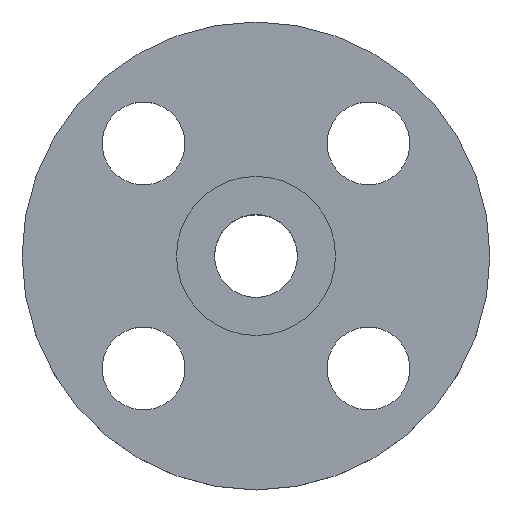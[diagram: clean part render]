
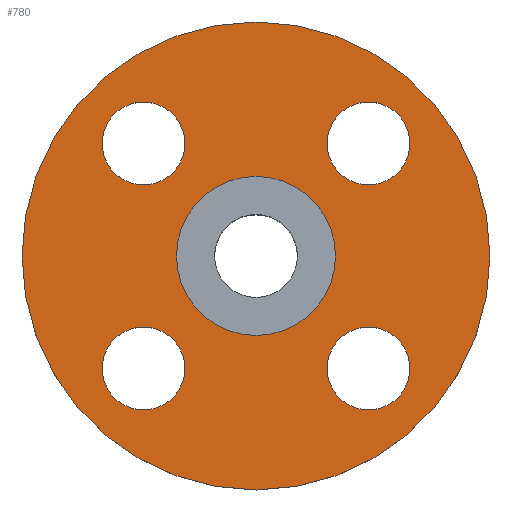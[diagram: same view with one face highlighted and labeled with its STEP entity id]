
A CAD part, top view. The second image highlights one B-rep face of the part: STEP entity #780.
In plain terms, the highlighted planar face has unit normal (0, 0, 1).
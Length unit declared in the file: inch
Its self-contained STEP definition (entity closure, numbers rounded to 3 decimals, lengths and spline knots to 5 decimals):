
#6 = AXIS2_PLACEMENT_3D ( 'NONE', #223, #85, #722 ) ;
#10 = VERTEX_POINT ( 'NONE', #111 ) ;
#15 = EDGE_LOOP ( 'NONE', ( #260, #342 ) ) ;
#25 = ORIENTED_EDGE ( 'NONE', *, *, #328, .T. ) ;
#37 = FACE_BOUND ( 'NONE', #585, .T. ) ;
#40 = CARTESIAN_POINT ( 'NONE',  ( 0., 0., 0. ) ) ;
#49 = DIRECTION ( 'NONE',  ( 0., 0., 1. ) ) ;
#53 = DIRECTION ( 'NONE',  ( 0., 0., 1. ) ) ;
#59 = ORIENTED_EDGE ( 'NONE', *, *, #737, .F. ) ;
#61 = DIRECTION ( 'NONE',  ( 1., 0., 0. ) ) ;
#70 = CARTESIAN_POINT ( 'NONE',  ( -0.84146, -0.84146, 0. ) ) ;
#85 = DIRECTION ( 'NONE',  ( 0., 0., 1. ) ) ;
#92 = FACE_OUTER_BOUND ( 'NONE', #179, .T. ) ;
#94 = ORIENTED_EDGE ( 'NONE', *, *, #283, .F. ) ;
#96 = CARTESIAN_POINT ( 'NONE',  ( 0.84146, -1.15146, 0. ) ) ;
#97 = ORIENTED_EDGE ( 'NONE', *, *, #372, .F. ) ;
#111 = CARTESIAN_POINT ( 'NONE',  ( 1.15146, 0.84146, 0. ) ) ;
#124 = VERTEX_POINT ( 'NONE', #214 ) ;
#137 = DIRECTION ( 'NONE',  ( 0., -1., 0. ) ) ;
#139 = DIRECTION ( 'NONE',  ( -1., 0., 0. ) ) ;
#142 = CIRCLE ( 'NONE', #304, 0.31 ) ;
#146 = AXIS2_PLACEMENT_3D ( 'NONE', #362, #53, #61 ) ;
#158 = ORIENTED_EDGE ( 'NONE', *, *, #485, .T. ) ;
#159 = DIRECTION ( 'NONE',  ( 1., 0., 0. ) ) ;
#162 = CIRCLE ( 'NONE', #523, 0.31 ) ;
#163 = DIRECTION ( 'NONE',  ( 0., 0., 1. ) ) ;
#169 = CIRCLE ( 'NONE', #339, 0.31 ) ;
#176 = CIRCLE ( 'NONE', #573, 0.31 ) ;
#179 = EDGE_LOOP ( 'NONE', ( #25, #158 ) ) ;
#187 = CARTESIAN_POINT ( 'NONE',  ( -0.84146, 0.84146, 0. ) ) ;
#191 = AXIS2_PLACEMENT_3D ( 'NONE', #650, #336, #718 ) ;
#193 = CARTESIAN_POINT ( 'NONE',  ( 0., 0., 0. ) ) ;
#196 = CARTESIAN_POINT ( 'NONE',  ( 0.84146, -0.84146, 0. ) ) ;
#214 = CARTESIAN_POINT ( 'NONE',  ( -0.84146, 0.53146, 0. ) ) ;
#220 = FACE_BOUND ( 'NONE', #595, .T. ) ;
#223 = CARTESIAN_POINT ( 'NONE',  ( 0., 0., 0. ) ) ;
#235 = CARTESIAN_POINT ( 'NONE',  ( -0.84146, 1.15146, 0. ) ) ;
#260 = ORIENTED_EDGE ( 'NONE', *, *, #759, .F. ) ;
#262 = DIRECTION ( 'NONE',  ( 0., 0., 1. ) ) ;
#273 = AXIS2_PLACEMENT_3D ( 'NONE', #196, #452, #137 ) ;
#274 = CARTESIAN_POINT ( 'NONE',  ( -0.53146, -0.84146, 0. ) ) ;
#283 = EDGE_CURVE ( 'NONE', #681, #633, #142, .T. ) ;
#285 = VERTEX_POINT ( 'NONE', #235 ) ;
#287 = CARTESIAN_POINT ( 'NONE',  ( 0., 0., 0. ) ) ;
#290 = DIRECTION ( 'NONE',  ( 0., 0., 1. ) ) ;
#300 = VERTEX_POINT ( 'NONE', #302 ) ;
#301 = CARTESIAN_POINT ( 'NONE',  ( 0.84146, -0.53146, 0. ) ) ;
#302 = CARTESIAN_POINT ( 'NONE',  ( -1.15146, -0.84146, 0. ) ) ;
#304 = AXIS2_PLACEMENT_3D ( 'NONE', #797, #49, #493 ) ;
#319 = EDGE_CURVE ( 'NONE', #285, #124, #162, .T. ) ;
#322 = CARTESIAN_POINT ( 'NONE',  ( -1.75, 0., 0. ) ) ;
#328 = EDGE_CURVE ( 'NONE', #466, #376, #610, .T. ) ;
#336 = DIRECTION ( 'NONE',  ( 0., 0., 1. ) ) ;
#339 = AXIS2_PLACEMENT_3D ( 'NONE', #698, #576, #684 ) ;
#342 = ORIENTED_EDGE ( 'NONE', *, *, #746, .F. ) ;
#348 = CARTESIAN_POINT ( 'NONE',  ( 0.84146, 0.84146, 0. ) ) ;
#352 = DIRECTION ( 'NONE',  ( 1., 0., 0. ) ) ;
#355 = DIRECTION ( 'NONE',  ( 0., 1., 0. ) ) ;
#362 = CARTESIAN_POINT ( 'NONE',  ( 0., 0., 0. ) ) ;
#372 = EDGE_CURVE ( 'NONE', #300, #804, #636, .T. ) ;
#376 = VERTEX_POINT ( 'NONE', #322 ) ;
#378 = CARTESIAN_POINT ( 'NONE',  ( 0.595, 0., 0. ) ) ;
#391 = AXIS2_PLACEMENT_3D ( 'NONE', #725, #403, #159 ) ;
#403 = DIRECTION ( 'NONE',  ( 0., 0., 1. ) ) ;
#406 = DIRECTION ( 'NONE',  ( 1., 0., 0. ) ) ;
#417 = DIRECTION ( 'NONE',  ( 0., 0., 1. ) ) ;
#419 = VERTEX_POINT ( 'NONE', #624 ) ;
#421 = AXIS2_PLACEMENT_3D ( 'NONE', #193, #438, #456 ) ;
#429 = CIRCLE ( 'NONE', #391, 0.31 ) ;
#438 = DIRECTION ( 'NONE',  ( 0., 0., 1. ) ) ;
#439 = CIRCLE ( 'NONE', #273, 0.31 ) ;
#442 = DIRECTION ( 'NONE',  ( 0., 0., 1. ) ) ;
#452 = DIRECTION ( 'NONE',  ( 0., 0., 1. ) ) ;
#456 = DIRECTION ( 'NONE',  ( 1., 0., 0. ) ) ;
#466 = VERTEX_POINT ( 'NONE', #695 ) ;
#469 = AXIS2_PLACEMENT_3D ( 'NONE', #287, #163, #352 ) ;
#473 = FACE_BOUND ( 'NONE', #15, .T. ) ;
#485 = EDGE_CURVE ( 'NONE', #376, #466, #800, .T. ) ;
#487 = CIRCLE ( 'NONE', #146, 0.595 ) ;
#493 = DIRECTION ( 'NONE',  ( 0., -1., 0. ) ) ;
#507 = DIRECTION ( 'NONE',  ( 1., 0., 0. ) ) ;
#523 = AXIS2_PLACEMENT_3D ( 'NONE', #187, #442, #355 ) ;
#526 = ORIENTED_EDGE ( 'NONE', *, *, #790, .F. ) ;
#550 = EDGE_LOOP ( 'NONE', ( #762, #59 ) ) ;
#551 = EDGE_CURVE ( 'NONE', #124, #285, #169, .T. ) ;
#563 = VERTEX_POINT ( 'NONE', #761 ) ;
#567 = CIRCLE ( 'NONE', #6, 0.595 ) ;
#568 = EDGE_CURVE ( 'NONE', #633, #681, #439, .T. ) ;
#573 = AXIS2_PLACEMENT_3D ( 'NONE', #348, #417, #406 ) ;
#576 = DIRECTION ( 'NONE',  ( 0., 0., 1. ) ) ;
#585 = EDGE_LOOP ( 'NONE', ( #94, #701 ) ) ;
#586 = EDGE_CURVE ( 'NONE', #563, #598, #487, .T. ) ;
#594 = PLANE ( 'NONE',  #469 ) ;
#595 = EDGE_LOOP ( 'NONE', ( #630, #707 ) ) ;
#598 = VERTEX_POINT ( 'NONE', #378 ) ;
#610 = CIRCLE ( 'NONE', #768, 1.75 ) ;
#624 = CARTESIAN_POINT ( 'NONE',  ( 0.53146, 0.84146, 0. ) ) ;
#630 = ORIENTED_EDGE ( 'NONE', *, *, #319, .F. ) ;
#633 = VERTEX_POINT ( 'NONE', #301 ) ;
#636 = CIRCLE ( 'NONE', #716, 0.31 ) ;
#650 = CARTESIAN_POINT ( 'NONE',  ( -0.84146, -0.84146, 0. ) ) ;
#657 = FACE_BOUND ( 'NONE', #777, .T. ) ;
#681 = VERTEX_POINT ( 'NONE', #96 ) ;
#684 = DIRECTION ( 'NONE',  ( 0., 1., 0. ) ) ;
#695 = CARTESIAN_POINT ( 'NONE',  ( 1.75, 0., 0. ) ) ;
#698 = CARTESIAN_POINT ( 'NONE',  ( -0.84146, 0.84146, 0. ) ) ;
#701 = ORIENTED_EDGE ( 'NONE', *, *, #568, .F. ) ;
#707 = ORIENTED_EDGE ( 'NONE', *, *, #551, .F. ) ;
#715 = CIRCLE ( 'NONE', #191, 0.31 ) ;
#716 = AXIS2_PLACEMENT_3D ( 'NONE', #70, #262, #139 ) ;
#718 = DIRECTION ( 'NONE',  ( -1., 0., 0. ) ) ;
#722 = DIRECTION ( 'NONE',  ( 1., 0., 0. ) ) ;
#725 = CARTESIAN_POINT ( 'NONE',  ( 0.84146, 0.84146, 0. ) ) ;
#727 = FACE_BOUND ( 'NONE', #550, .T. ) ;
#737 = EDGE_CURVE ( 'NONE', #598, #563, #567, .T. ) ;
#746 = EDGE_CURVE ( 'NONE', #419, #10, #176, .T. ) ;
#759 = EDGE_CURVE ( 'NONE', #10, #419, #429, .T. ) ;
#761 = CARTESIAN_POINT ( 'NONE',  ( -0.595, 0., 0. ) ) ;
#762 = ORIENTED_EDGE ( 'NONE', *, *, #586, .F. ) ;
#768 = AXIS2_PLACEMENT_3D ( 'NONE', #40, #290, #507 ) ;
#777 = EDGE_LOOP ( 'NONE', ( #97, #526 ) ) ;
#780 = ADVANCED_FACE ( 'NONE', ( #37, #657, #220, #473, #727, #92 ), #594, .T. ) ;
#790 = EDGE_CURVE ( 'NONE', #804, #300, #715, .T. ) ;
#797 = CARTESIAN_POINT ( 'NONE',  ( 0.84146, -0.84146, 0. ) ) ;
#800 = CIRCLE ( 'NONE', #421, 1.75 ) ;
#804 = VERTEX_POINT ( 'NONE', #274 ) ;
